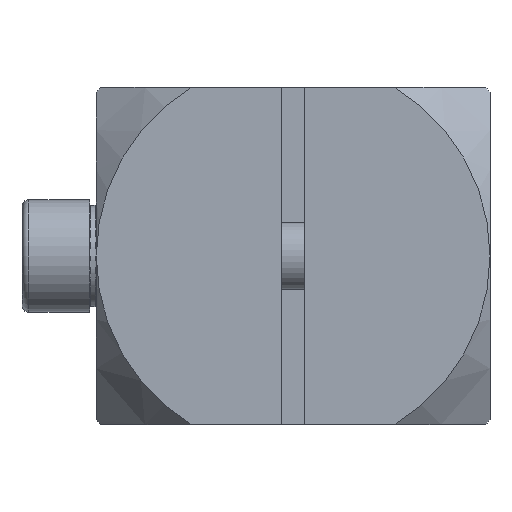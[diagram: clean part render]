
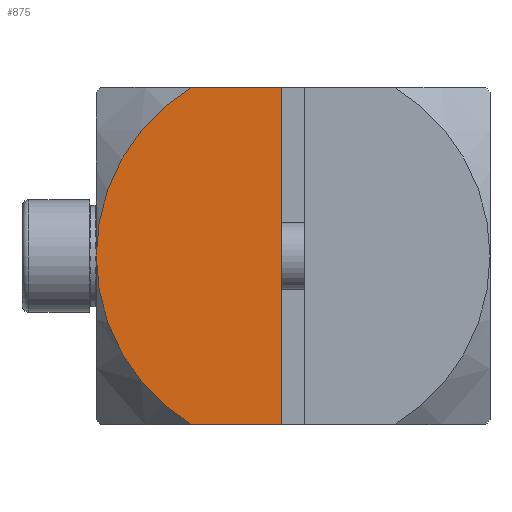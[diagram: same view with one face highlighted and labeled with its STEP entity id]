
A CAD part, front view. The second image highlights one B-rep face of the part: STEP entity #875.
In plain terms, the highlighted planar face has unit normal (0, -1, 0).
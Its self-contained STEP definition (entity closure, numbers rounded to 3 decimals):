
#875=ADVANCED_FACE('',(#1654),#1655,.T.);
#1654=FACE_OUTER_BOUND('',#2406,.T.);
#1655=PLANE('',#2407);
#2406=EDGE_LOOP('',(#4650,#4651,#4652,#4653,#4654));
#2407=AXIS2_PLACEMENT_3D('',#4655,#4656,#4657);
#4650=ORIENTED_EDGE('',*,*,#5612,.F.);
#4651=ORIENTED_EDGE('',*,*,#5605,.T.);
#4652=ORIENTED_EDGE('',*,*,#5613,.F.);
#4653=ORIENTED_EDGE('',*,*,#5541,.T.);
#4654=ORIENTED_EDGE('',*,*,#5593,.T.);
#4655=CARTESIAN_POINT('',(-17.5,0.0,-15.0));
#4656=DIRECTION('',(0.0,-1.0,0.0));
#4657=DIRECTION('',(0.0,0.0,-1.0));
#5541=EDGE_CURVE('',#6860,#6856,#6864,.T.);
#5593=EDGE_CURVE('',#6856,#6941,#6943,.T.);
#5605=EDGE_CURVE('',#6956,#6958,#6960,.T.);
#5612=EDGE_CURVE('',#6956,#6941,#6967,.T.);
#5613=EDGE_CURVE('',#6860,#6958,#6968,.T.);
#6856=VERTEX_POINT('',#8668);
#6860=VERTEX_POINT('',#8698);
#6864=CIRCLE('',#8707,17.5);
#6941=VERTEX_POINT('',#8830);
#6943=CIRCLE('',#8837,17.5);
#6956=VERTEX_POINT('',#8853);
#6958=VERTEX_POINT('',#8856);
#6960=LINE('',#8859,#8860);
#6967=LINE('',#8924,#8925);
#6968=LINE('',#8926,#8927);
#8668=CARTESIAN_POINT('',(-17.5,0.0,0.0));
#8698=CARTESIAN_POINT('',(-9.014,0.,15.0));
#8707=AXIS2_PLACEMENT_3D('',#9953,#9954,#9955);
#8830=CARTESIAN_POINT('',(-9.014,0.,-15.0));
#8837=AXIS2_PLACEMENT_3D('',#10023,#10024,#10025);
#8853=CARTESIAN_POINT('',(-1.,0.0,-15.0));
#8856=CARTESIAN_POINT('',(-1.,0.0,15.0));
#8859=CARTESIAN_POINT('',(-1.0,0.0,-15.0));
#8860=VECTOR('',#10040,1.0);
#8924=CARTESIAN_POINT('',(17.5,0.0,-15.0));
#8925=VECTOR('',#10041,1.0);
#8926=CARTESIAN_POINT('',(-17.5,0.0,15.0));
#8927=VECTOR('',#10042,1.0);
#9953=CARTESIAN_POINT('',(0.,0.0,0.));
#9954=DIRECTION('',(0.0,-1.0,0.0));
#9955=DIRECTION('',(0.0,0.0,-1.0));
#10023=CARTESIAN_POINT('',(0.,0.0,0.0));
#10024=DIRECTION('',(0.,-1.0,0.0));
#10025=DIRECTION('',(1.0,0.,0.0));
#10040=DIRECTION('',(0.,0.0,1.0));
#10041=DIRECTION('',(-1.0,0.0,0.));
#10042=DIRECTION('',(1.0,0.0,0.0));
